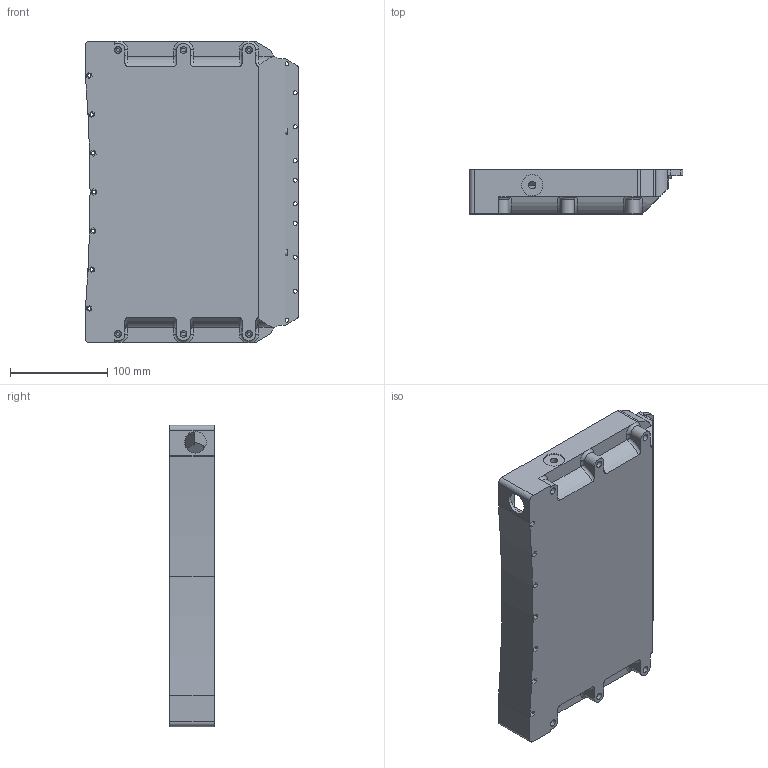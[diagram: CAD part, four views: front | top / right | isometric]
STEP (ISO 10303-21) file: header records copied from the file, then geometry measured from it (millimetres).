
FILE_DESCRIPTION(/* description */ (''),/* implementation_level */ '2;1');
FILE_NAME(/* name */ 'Odyssey Battery Casing.step',/* time_stamp */ '2024-08-25T02:52:53+01:00',/* author */ (''),/* organization */ (''),/* preprocessor_version */ 'ST-DEVELOPER v20',/* originating_system */ 'Autodesk Translation Framework v13.14.0.145',/* authorisation */ '');
FILE_SCHEMA (('AUTOMOTIVE_DESIGN { 1 0 10303 214 3 1 1 }'));
Length unit declared in the file: millimetre
Products named in the file (1): Avalon Series Battery Casing
Bounding box: 220.2 x 45.5 x 310.76 mm (x, y, z)
Volume: 509732.4 mm3; surface area: 237096.4 mm2
Topology: 1 solids, 1 shells, 484 faces, 1208 edges, 778 vertices
Faces by surface type: plane 246, cylinder 180, cone 37, torus 16, bspline 5
Full cylindrical faces by diameter (mm): 3.6 x7, 3.8 x11, 4.2 x27, 4.8 x4, 6.5 x9, 7.5 x1, 8 x4, 22 x1, 22.4 x1
Entity records: 14870 total; most frequent: CARTESIAN_POINT 2880, DIRECTION 2565, ORIENTED_EDGE 2416, EDGE_CURVE 1208, AXIS2_PLACEMENT_3D 923, VERTEX_POINT 778, LINE 719, VECTOR 719
